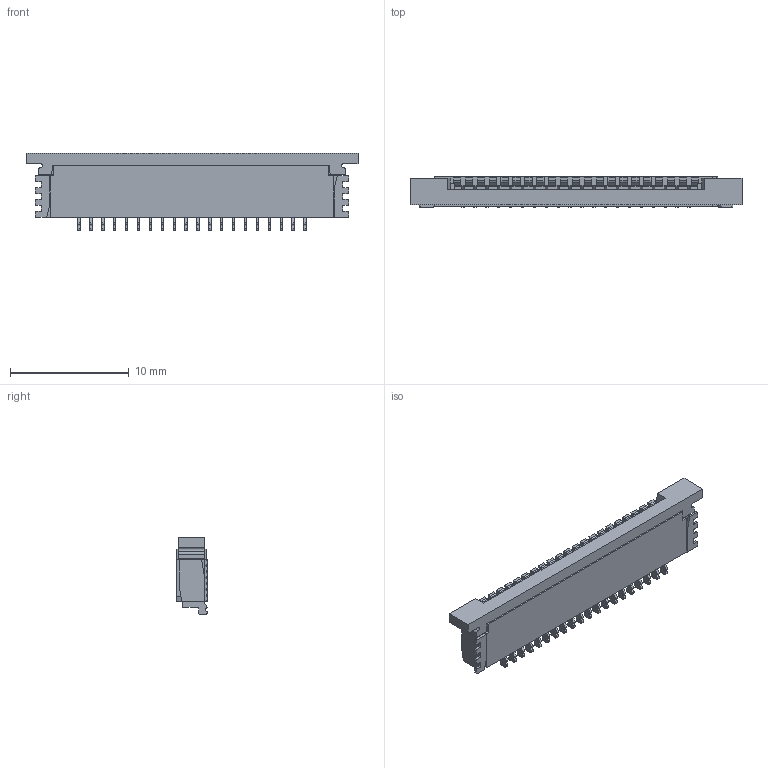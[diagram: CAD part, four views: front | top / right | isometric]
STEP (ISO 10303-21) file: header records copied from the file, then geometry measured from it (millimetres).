
FILE_DESCRIPTION((''),'2;1');
FILE_NAME('C-2-84953-0','2008-04-07T',('workeradm'),('Tyco Electronics Corporation'),'PRO/ENGINEER BY PARAMETRIC TECHNOLOGY CORPORATION, 2005450','PRO/ENGINEER BY PARAMETRIC TECHNOLOGY CORPORATION, 2005450','');
FILE_SCHEMA(('CONFIG_CONTROL_DESIGN', 'GEOMETRIC_VALIDATION_PROPERTIES_MIM'));
Length unit declared in the file: millimetre
Products named in the file (1): C-2-84953-0
Bounding box: 27.92 x 2.58 x 6.55 mm (x, y, z)
Volume: 280.3 mm3; surface area: 903.6 mm2
Topology: 1 solids, 1 shells, 784 faces, 2241 edges, 1473 vertices
Faces by surface type: plane 540, cylinder 244
Entity records: 25582 total; most frequent: CARTESIAN_POINT 4499, ORIENTED_EDGE 4482, DIRECTION 4297, EDGE_CURVE 2241, VECTOR 1753, LINE 1753, VERTEX_POINT 1473, AXIS2_PLACEMENT_3D 1272
